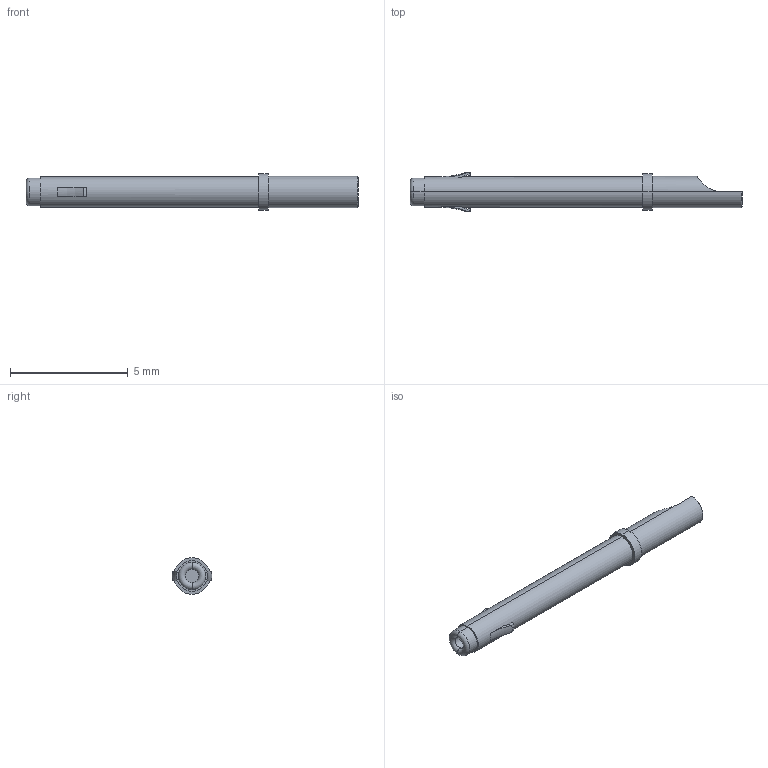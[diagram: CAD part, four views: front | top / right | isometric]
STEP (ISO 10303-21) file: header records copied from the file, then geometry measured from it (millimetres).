
FILE_DESCRIPTION (( 'STEP AP214' ), '1' );
FILE_NAME ('C-ICS50 A1 S2S5.STEP', '2010-04-08T16:28:22', ( 'Authorized User' ), ( '' ), 'SwSTEP 2.0', 'SolidWorks 2010', '' );
FILE_SCHEMA (( 'AUTOMOTIVE_DESIGN' ));
Length unit declared in the file: inch
Products named in the file (1): C-ICS50 A1 S2S5
Bounding box: 14.09 x 1.7 x 1.55 mm (x, y, z)
Volume: 12.6 mm3; surface area: 83.4 mm2
Topology: 1 solids, 1 shells, 43 faces, 98 edges, 61 vertices
Faces by surface type: cylinder 15, plane 12, cone 10, torus 6
Entity records: 1340 total; most frequent: CARTESIAN_POINT 345, DIRECTION 204, ORIENTED_EDGE 192, EDGE_CURVE 96, AXIS2_PLACEMENT_3D 86, VERTEX_POINT 61, EDGE_LOOP 49, ADVANCED_FACE 43
